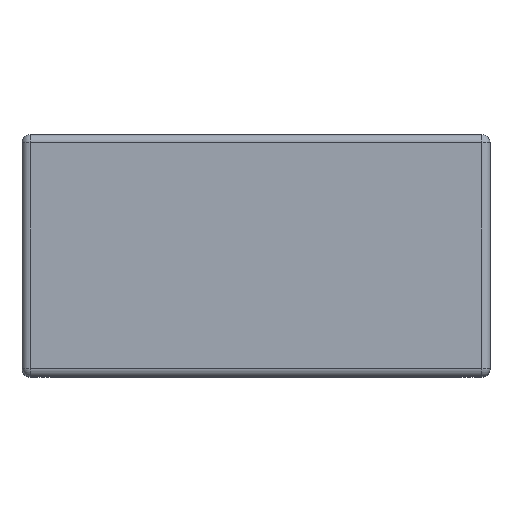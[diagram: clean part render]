
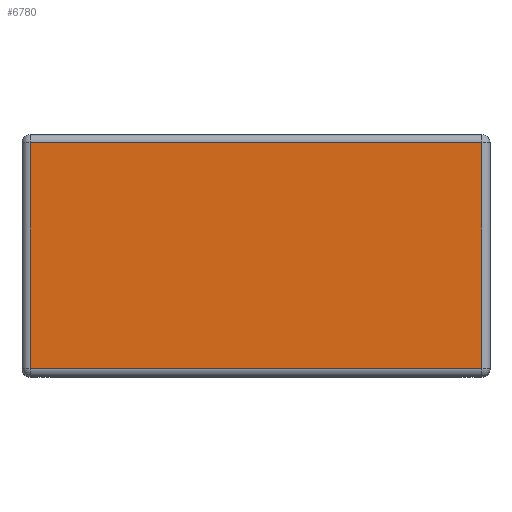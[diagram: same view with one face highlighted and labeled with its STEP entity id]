
A CAD part, top view. The second image highlights one B-rep face of the part: STEP entity #6780.
In plain terms, the highlighted planar face has unit normal (0, 0, 1).
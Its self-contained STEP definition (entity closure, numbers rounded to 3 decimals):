
#669 = EDGE_CURVE ( 'NONE', #23511, #19095, #14036, .T. ) ;
#1828 = PLANE ( 'NONE',  #18019 ) ;
#2236 = LINE ( 'NONE', #8266, #9438 ) ;
#3581 = DIRECTION ( 'NONE',  ( 1., 0., 0. ) ) ;
#3832 = DIRECTION ( 'NONE',  ( 1., 0., 0. ) ) ;
#5273 = CARTESIAN_POINT ( 'NONE',  ( -5.8, 2.8, 5.08 ) ) ;
#5740 = CARTESIAN_POINT ( 'NONE',  ( 5.8, -2.8, 5.08 ) ) ;
#6086 = DIRECTION ( 'NONE',  ( 0., -1., 0. ) ) ;
#6152 = VECTOR ( 'NONE', #10116, 1000. ) ;
#6265 = CARTESIAN_POINT ( 'NONE',  ( 5.6, 3., 5.08 ) ) ;
#6780 = ADVANCED_FACE ( 'NONE', ( #19326 ), #1828, .T. ) ;
#6913 = EDGE_CURVE ( 'NONE', #14739, #7474, #22755, .T. ) ;
#7474 = VERTEX_POINT ( 'NONE', #18359 ) ;
#8266 = CARTESIAN_POINT ( 'NONE',  ( -5.6, -3., 5.08 ) ) ;
#9373 = EDGE_LOOP ( 'NONE', ( #20353, #21555, #11090, #22375 ) ) ;
#9438 = VECTOR ( 'NONE', #6086, 1000. ) ;
#9504 = CARTESIAN_POINT ( 'NONE',  ( 5.6, 2.8, 5.08 ) ) ;
#10116 = DIRECTION ( 'NONE',  ( 0., 1., 0. ) ) ;
#11090 = ORIENTED_EDGE ( 'NONE', *, *, #669, .T. ) ;
#11716 = CARTESIAN_POINT ( 'NONE',  ( -5.6, -2.8, 5.08 ) ) ;
#11985 = CARTESIAN_POINT ( 'NONE',  ( 5.6, -2.8, 5.08 ) ) ;
#13078 = DIRECTION ( 'NONE',  ( -1., 0., 0. ) ) ;
#13623 = VECTOR ( 'NONE', #3832, 1000. ) ;
#14036 = LINE ( 'NONE', #5740, #13623 ) ;
#14739 = VERTEX_POINT ( 'NONE', #9504 ) ;
#14752 = EDGE_CURVE ( 'NONE', #19095, #14739, #23634, .T. ) ;
#16183 = EDGE_CURVE ( 'NONE', #7474, #23511, #2236, .T. ) ;
#17620 = VECTOR ( 'NONE', #13078, 1000. ) ;
#18019 = AXIS2_PLACEMENT_3D ( 'NONE', #22854, #20819, #3581 ) ;
#18359 = CARTESIAN_POINT ( 'NONE',  ( -5.6, 2.8, 5.08 ) ) ;
#19095 = VERTEX_POINT ( 'NONE', #11985 ) ;
#19326 = FACE_OUTER_BOUND ( 'NONE', #9373, .T. ) ;
#20353 = ORIENTED_EDGE ( 'NONE', *, *, #6913, .T. ) ;
#20819 = DIRECTION ( 'NONE',  ( 0., 0., 1. ) ) ;
#21555 = ORIENTED_EDGE ( 'NONE', *, *, #16183, .T. ) ;
#22375 = ORIENTED_EDGE ( 'NONE', *, *, #14752, .T. ) ;
#22755 = LINE ( 'NONE', #5273, #17620 ) ;
#22854 = CARTESIAN_POINT ( 'NONE',  ( 0., 0., 5.08 ) ) ;
#23511 = VERTEX_POINT ( 'NONE', #11716 ) ;
#23634 = LINE ( 'NONE', #6265, #6152 ) ;
